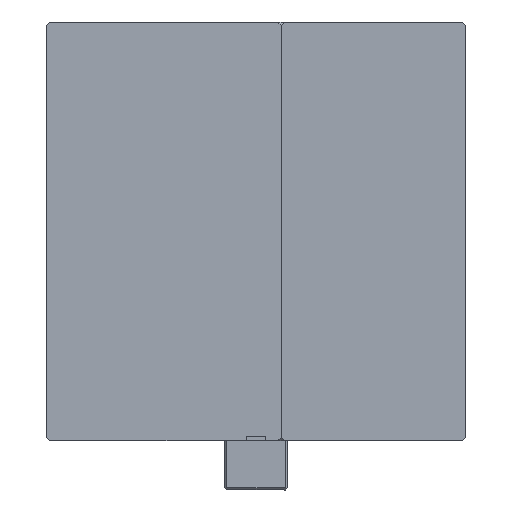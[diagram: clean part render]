
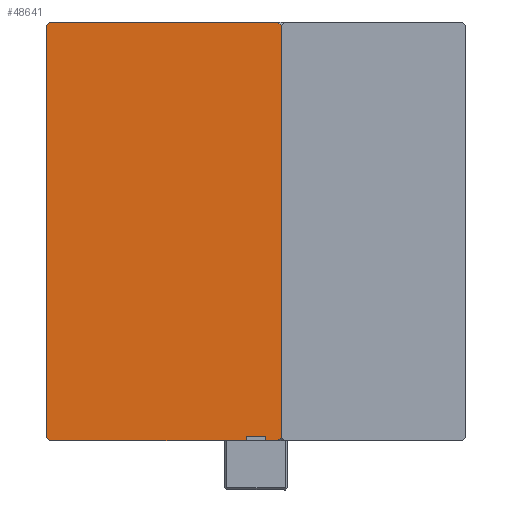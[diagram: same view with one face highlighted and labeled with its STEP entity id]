
A CAD part, left-side view. The second image highlights one B-rep face of the part: STEP entity #48641.
In plain terms, the highlighted face is planar.
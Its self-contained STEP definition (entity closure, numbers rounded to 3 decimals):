
#46681=CARTESIAN_POINT(' ',(4.,0.,-85.75));
#46682=VERTEX_POINT(' ',#46681);
#46756=CARTESIAN_POINT(' ',(-4.,0.,-85.75));
#46757=VERTEX_POINT(' ',#46756);
#46771=CARTESIAN_POINT(' ',(-4.,0.,-85.75));
#46776=DIRECTION(' ',(-1.,0.,0.));
#46781=VECTOR(' ',#46776,1.);
#46786=LINE('',#46771,#46781);
#46791=CARTESIAN_POINT(' ',(-84.5,0.,-85.75));
#46792=VERTEX_POINT(' ',#46791);
#46796=EDGE_CURVE(' ',#46757,#46792,#46786,.T.);
#46901=CARTESIAN_POINT(' ',(9.,0.,-85.75));
#46902=VERTEX_POINT(' ',#46901);
#46916=CARTESIAN_POINT(' ',(9.,0.,-85.75));
#46921=DIRECTION(' ',(-1.,0.,0.));
#46926=VECTOR(' ',#46921,1.);
#46931=LINE('',#46916,#46926);
#46936=EDGE_CURVE(' ',#46902,#46682,#46931,.T.);
#47001=CARTESIAN_POINT(' ',(-84.5,0.,-85.75));
#47006=DIRECTION(' ',(-0.707,0.,0.707));
#47011=VECTOR(' ',#47006,1.);
#47016=LINE('',#47001,#47011);
#47021=CARTESIAN_POINT(' ',(-85.75,0.,-84.5));
#47022=VERTEX_POINT(' ',#47021);
#47026=EDGE_CURVE(' ',#46792,#47022,#47016,.T.);
#47111=CARTESIAN_POINT(' ',(-85.75,0.,-84.5));
#47116=DIRECTION(' ',(0.,0.,1.));
#47121=VECTOR(' ',#47116,1.);
#47126=LINE('',#47111,#47121);
#47131=CARTESIAN_POINT(' ',(-85.75,0.,84.5));
#47132=VERTEX_POINT(' ',#47131);
#47136=EDGE_CURVE(' ',#47022,#47132,#47126,.T.);
#47231=CARTESIAN_POINT(' ',(-85.75,0.,84.5));
#47236=DIRECTION(' ',(0.707,0.,0.707));
#47241=VECTOR(' ',#47236,1.);
#47246=LINE('',#47231,#47241);
#47251=CARTESIAN_POINT(' ',(-84.5,0.,85.75));
#47252=VERTEX_POINT(' ',#47251);
#47256=EDGE_CURVE(' ',#47132,#47252,#47246,.T.);
#47361=CARTESIAN_POINT(' ',(9.,0.,85.75));
#47362=VERTEX_POINT(' ',#47361);
#47456=CARTESIAN_POINT(' ',(-84.5,0.,85.75));
#47461=DIRECTION(' ',(1.,0.,0.));
#47466=VECTOR(' ',#47461,1.);
#47471=LINE('',#47456,#47466);
#47476=EDGE_CURVE(' ',#47252,#47362,#47471,.T.);
#48106=CARTESIAN_POINT(' ',(4.,0.,-83.941));
#48107=VERTEX_POINT(' ',#48106);
#48161=CARTESIAN_POINT(' ',(4.,0.,-85.75));
#48166=DIRECTION(' ',(0.,0.,1.));
#48171=VECTOR(' ',#48166,1.);
#48176=LINE('',#48161,#48171);
#48181=EDGE_CURVE(' ',#46682,#48107,#48176,.T.);
#48366=CARTESIAN_POINT(' ',(-4.,0.,-83.941));
#48367=VERTEX_POINT(' ',#48366);
#48381=CARTESIAN_POINT(' ',(-4.,0.,-85.75));
#48386=DIRECTION(' ',(0.,0.,1.));
#48391=VECTOR(' ',#48386,1.);
#48396=LINE('',#48381,#48391);
#48401=EDGE_CURVE(' ',#46757,#48367,#48396,.T.);
#48436=DIRECTION(' ',(-0.,-1.,0.));
#48441=CARTESIAN_POINT(' ',(10.25,0.,-85.75));
#48446=DIRECTION(' ',(0.,0.,1.));
#48451=AXIS2_PLACEMENT_3D(' ',#48441,#48436,#48446);
#48456=PLANE('',#48451);
#48461=CARTESIAN_POINT(' ',(10.25,0.,-84.5));
#48466=DIRECTION(' ',(0.,0.,1.));
#48471=VECTOR(' ',#48466,1.);
#48476=LINE('',#48461,#48471);
#48481=CARTESIAN_POINT(' ',(10.25,0.,-84.5));
#48482=VERTEX_POINT(' ',#48481);
#48486=CARTESIAN_POINT(' ',(10.25,0.,84.5));
#48487=VERTEX_POINT(' ',#48486);
#48491=EDGE_CURVE(' ',#48482,#48487,#48476,.T.);
#48496=ORIENTED_EDGE(' ',*,*,#48491,.T.);
#48501=CARTESIAN_POINT(' ',(9.,0.,85.75));
#48506=DIRECTION(' ',(0.707,0.,-0.707));
#48511=VECTOR(' ',#48506,1.);
#48516=LINE('',#48501,#48511);
#48521=EDGE_CURVE(' ',#47362,#48487,#48516,.T.);
#48526=ORIENTED_EDGE(' ',*,*,#48521,.F.);
#48531=ORIENTED_EDGE(' ',*,*,#47476,.F.);
#48536=ORIENTED_EDGE(' ',*,*,#47256,.F.);
#48541=ORIENTED_EDGE(' ',*,*,#47136,.F.);
#48546=ORIENTED_EDGE(' ',*,*,#47026,.F.);
#48551=ORIENTED_EDGE(' ',*,*,#46796,.F.);
#48556=ORIENTED_EDGE(' ',*,*,#48401,.T.);
#48561=CARTESIAN_POINT(' ',(-4.,0.,-83.941));
#48566=DIRECTION(' ',(1.,0.,0.));
#48571=VECTOR(' ',#48566,1.);
#48576=LINE('',#48561,#48571);
#48581=EDGE_CURVE(' ',#48367,#48107,#48576,.T.);
#48586=ORIENTED_EDGE(' ',*,*,#48581,.T.);
#48591=ORIENTED_EDGE(' ',*,*,#48181,.F.);
#48596=ORIENTED_EDGE(' ',*,*,#46936,.F.);
#48601=CARTESIAN_POINT(' ',(10.25,0.,-84.5));
#48606=DIRECTION(' ',(-0.707,0.,-0.707));
#48611=VECTOR(' ',#48606,1.);
#48616=LINE('',#48601,#48611);
#48621=EDGE_CURVE(' ',#48482,#46902,#48616,.T.);
#48626=ORIENTED_EDGE(' ',*,*,#48621,.F.);
#48631=EDGE_LOOP(' ',(#48496,#48526,#48531,#48536,#48541,#48546,#48551,#48556,#48586,#48591,#48596,#48626));
#48636=FACE_OUTER_BOUND(' ',#48631,.T.);
#48641=ADVANCED_FACE('',(#48636),#48456,.T.);
